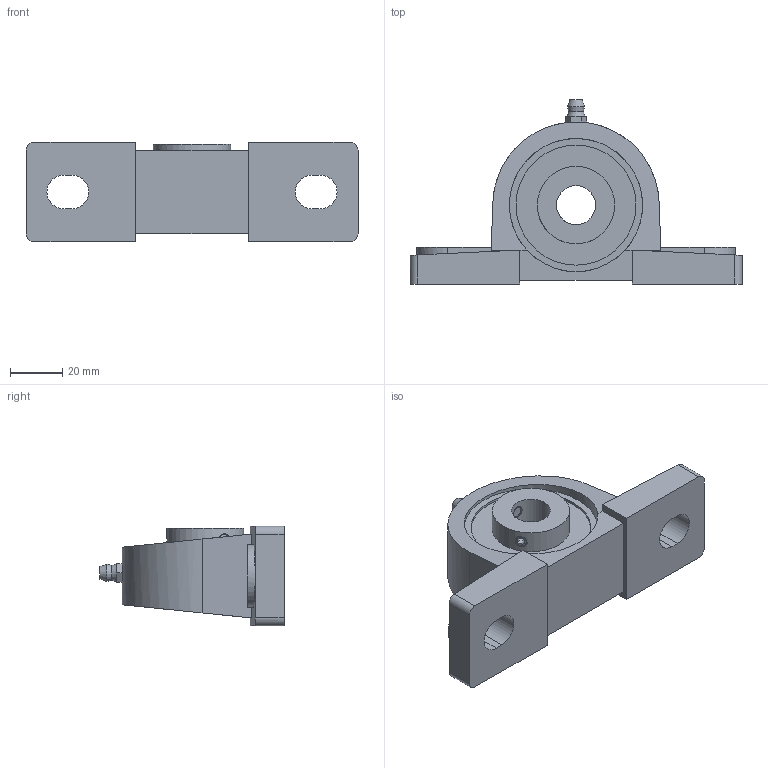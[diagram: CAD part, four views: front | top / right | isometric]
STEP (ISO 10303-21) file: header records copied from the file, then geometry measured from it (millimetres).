
FILE_DESCRIPTION(/* description */ ('STEP AP203'),/* implementation_level */ '2;1');
FILE_NAME(/* name */ 'UCP202D1(15_D1)',/* time_stamp */ '2023-04-21T03:54:49+02:00',/* author */ ('License CC BY-ND 4.0'),/* organization */ ('CADENAS'),/* preprocessor_version */ 'ST-DEVELOPER v19.3',/* originating_system */ 'PARTsolutions',/* authorisation */ ' ');
FILE_SCHEMA (('CONFIG_CONTROL_DESIGN'));
Length unit declared in the file: millimetre
Products named in the file (3): UCP202D1(15,D1); GA-1/4-28UNFGN; UCP202D1 Housing
Assembly tree (2 placements, depth 2):
  UCP202D1(15,D1)
    GA-1/4-28UNFGN
    UCP202D1 Housing
Bounding box: 127 x 70.5 x 38 mm (x, y, z)
Volume: 110928.6 mm3; surface area: 24885 mm2
Topology: 2 solids, 2 shells, 100 faces, 241 edges, 155 vertices
Faces by surface type: plane 71, cylinder 22, cone 7
Full cylindrical faces by diameter (mm): 4.75 x4, 15 x1, 29.6 x2, 45.9 x2, 51 x2
Entity records: 2859 total; most frequent: CARTESIAN_POINT 509, DIRECTION 474, ORIENTED_EDGE 434, EDGE_CURVE 217, LINE 158, VECTOR 158, AXIS2_PLACEMENT_3D 158, VERTEX_POINT 149
